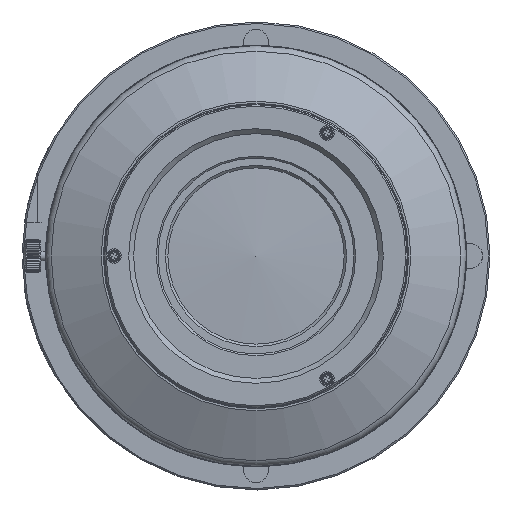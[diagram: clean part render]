
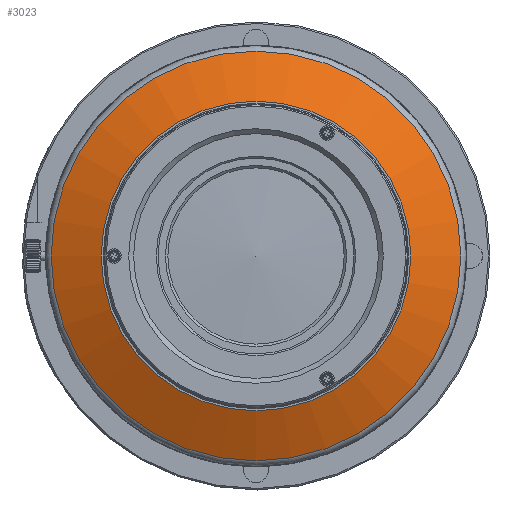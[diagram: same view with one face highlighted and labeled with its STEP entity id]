
A CAD part, left-side view. The second image highlights one B-rep face of the part: STEP entity #3023.
In plain terms, the highlighted conical face has half-angle 65 degrees and reference radius 43 mm.
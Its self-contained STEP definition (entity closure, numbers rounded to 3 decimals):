
#2404=CONICAL_SURFACE('',#11676,43.,65.);
#2514=FACE_BOUND('',#3986,.T.);
#2515=FACE_BOUND('',#3987,.T.);
#3023=ADVANCED_FACE('',(#2514,#2515),#2404,.T.);
#3986=EDGE_LOOP('',(#5116));
#3987=EDGE_LOOP('',(#5117));
#5116=ORIENTED_EDGE('',*,*,#9709,.T.);
#5117=ORIENTED_EDGE('',*,*,#9710,.F.);
#8213=VERTEX_POINT('',#15322);
#8214=VERTEX_POINT('',#15324);
#9709=EDGE_CURVE('',#8213,#8213,#11293,.T.);
#9710=EDGE_CURVE('',#8214,#8214,#11294,.T.);
#11293=CIRCLE('',#11674,41.845);
#11294=CIRCLE('',#11675,31.634);
#11674=AXIS2_PLACEMENT_3D('',#15321,#12807,#12808);
#11675=AXIS2_PLACEMENT_3D('',#15323,#12809,#12810);
#11676=AXIS2_PLACEMENT_3D('',#15325,#12811,#12812);
#12807=DIRECTION('',(-1.,0.,0.));
#12808=DIRECTION('',(0.,0.,1.));
#12809=DIRECTION('',(-1.,0.,0.));
#12810=DIRECTION('',(0.,0.,1.));
#12811=DIRECTION('',(1.,0.,0.));
#12812=DIRECTION('',(0.,0.,-1.));
#15321=CARTESIAN_POINT('',(-612.052,0.,0.));
#15322=CARTESIAN_POINT('',(-612.052,0.,41.845));
#15323=CARTESIAN_POINT('',(-616.814,0.,0.));
#15324=CARTESIAN_POINT('',(-616.814,0.,31.634));
#15325=CARTESIAN_POINT('',(-611.514,0.,0.));
